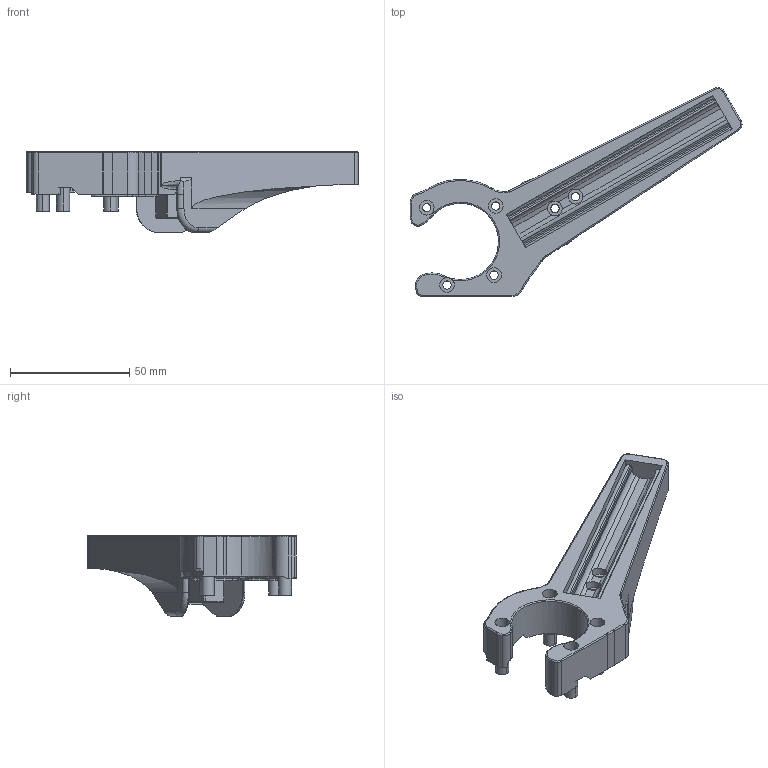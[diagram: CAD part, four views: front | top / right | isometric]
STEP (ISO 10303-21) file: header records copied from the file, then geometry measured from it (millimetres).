
FILE_DESCRIPTION (( 'STEP AP203' ), '1' );
FILE_NAME ('Z bracket upgrade.STEP', '2025-03-11T15:29:42', ( 'wosdadmin' ), ( '' ), 'SwSTEP 2.0', 'SolidWorks 2025', '' );
FILE_SCHEMA (( 'CONFIG_CONTROL_DESIGN' ));
Length unit declared in the file: millimetre
Products named in the file (1): Z bracket upgrade
Bounding box: 139.39 x 87.68 x 34 mm (x, y, z)
Volume: 60002.1 mm3; surface area: 22244.7 mm2
Topology: 1 solids, 1 shells, 402 faces, 1043 edges, 642 vertices
Faces by surface type: cylinder 165, plane 106, cone 70, torus 38, bspline 19, sphere 4
Entity records: 14153 total; most frequent: CARTESIAN_POINT 5138, ORIENTED_EDGE 2068, DIRECTION 1601, EDGE_CURVE 1034, AXIS2_PLACEMENT_3D 656, VERTEX_POINT 640, B_SPLINE_CURVE_WITH_KNOTS 439, EDGE_LOOP 428
